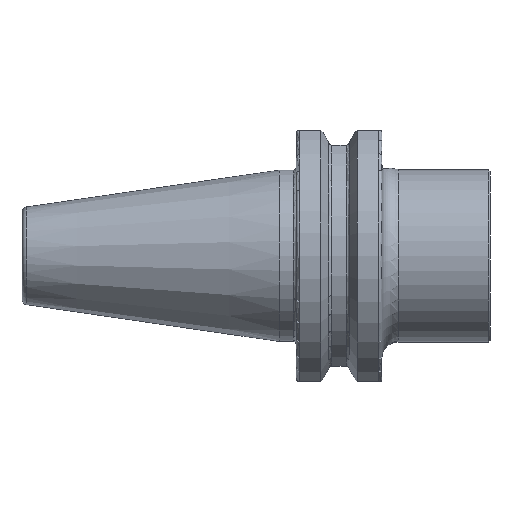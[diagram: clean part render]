
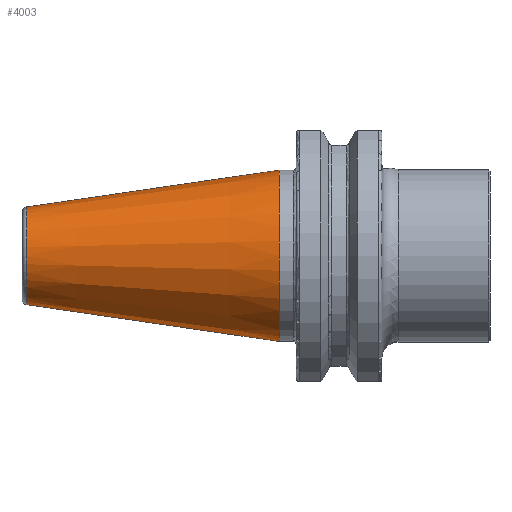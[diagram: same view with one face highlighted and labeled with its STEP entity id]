
A CAD part, front view. The second image highlights one B-rep face of the part: STEP entity #4003.
In plain terms, the highlighted conical face has half-angle 8.297 degrees and reference radius 15.875 mm.
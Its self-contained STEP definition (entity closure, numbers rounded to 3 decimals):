
#76 = ORIENTED_EDGE ( 'NONE', *, *, #383, .T. ) ;
#272 = CARTESIAN_POINT ( 'NONE',  ( 0., 0., 0. ) ) ;
#275 = CIRCLE ( 'NONE', #1747, 15.875 ) ;
#335 = EDGE_CURVE ( 'NONE', #5144, #4653, #2766, .T. ) ;
#355 = CIRCLE ( 'NONE', #4832, 9.051 ) ;
#383 = EDGE_CURVE ( 'NONE', #4653, #2101, #275, .T. ) ;
#510 = DIRECTION ( 'NONE',  ( 1., 0., 0. ) ) ;
#1315 = DIRECTION ( 'NONE',  ( 0., 0., -1. ) ) ;
#1395 = CARTESIAN_POINT ( 'NONE',  ( -46.794, 0., -9.051 ) ) ;
#1572 = CARTESIAN_POINT ( 'NONE',  ( 0., 0., 15.875 ) ) ;
#1747 = AXIS2_PLACEMENT_3D ( 'NONE', #1763, #3996, #2578 ) ;
#1763 = CARTESIAN_POINT ( 'NONE',  ( 0., 0., 0. ) ) ;
#1876 = AXIS2_PLACEMENT_3D ( 'NONE', #272, #510, #1315 ) ;
#1982 = ORIENTED_EDGE ( 'NONE', *, *, #5501, .F. ) ;
#2101 = VERTEX_POINT ( 'NONE', #2904 ) ;
#2547 = LINE ( 'NONE', #1572, #4912 ) ;
#2578 = DIRECTION ( 'NONE',  ( 0., 0., 1. ) ) ;
#2678 = CARTESIAN_POINT ( 'NONE',  ( -46.794, 0., 9.051 ) ) ;
#2746 = CARTESIAN_POINT ( 'NONE',  ( 0., 0., -15.875 ) ) ;
#2766 = LINE ( 'NONE', #4904, #3939 ) ;
#2898 = DIRECTION ( 'NONE',  ( 0.99, 0., 0.144 ) ) ;
#2904 = CARTESIAN_POINT ( 'NONE',  ( 0., 0., 15.875 ) ) ;
#3172 = ORIENTED_EDGE ( 'NONE', *, *, #4804, .F. ) ;
#3939 = VECTOR ( 'NONE', #4436, 1000. ) ;
#3996 = DIRECTION ( 'NONE',  ( -1., 0., 0. ) ) ;
#4003 = ADVANCED_FACE ( 'NONE', ( #4101 ), #4880, .T. ) ;
#4101 = FACE_OUTER_BOUND ( 'NONE', #4247, .T. ) ;
#4247 = EDGE_LOOP ( 'NONE', ( #1982, #3172, #5679, #76 ) ) ;
#4436 = DIRECTION ( 'NONE',  ( 0.99, 0., -0.144 ) ) ;
#4536 = VERTEX_POINT ( 'NONE', #2678 ) ;
#4653 = VERTEX_POINT ( 'NONE', #2746 ) ;
#4804 = EDGE_CURVE ( 'NONE', #5144, #4536, #355, .T. ) ;
#4832 = AXIS2_PLACEMENT_3D ( 'NONE', #5602, #5412, #5417 ) ;
#4880 = CONICAL_SURFACE ( 'NONE', #1876, 15.875, 0.145 ) ;
#4904 = CARTESIAN_POINT ( 'NONE',  ( 0., 0., -15.875 ) ) ;
#4912 = VECTOR ( 'NONE', #2898, 1000. ) ;
#5144 = VERTEX_POINT ( 'NONE', #1395 ) ;
#5412 = DIRECTION ( 'NONE',  ( -1., 0., 0. ) ) ;
#5417 = DIRECTION ( 'NONE',  ( 0., 0., 1. ) ) ;
#5501 = EDGE_CURVE ( 'NONE', #4536, #2101, #2547, .T. ) ;
#5602 = CARTESIAN_POINT ( 'NONE',  ( -46.794, 0., 0. ) ) ;
#5679 = ORIENTED_EDGE ( 'NONE', *, *, #335, .T. ) ;
